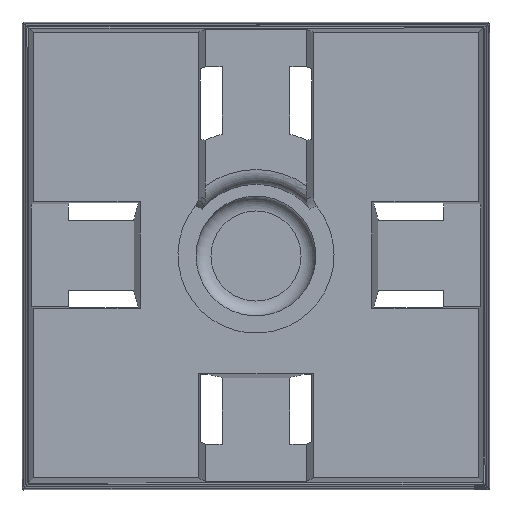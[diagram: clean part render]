
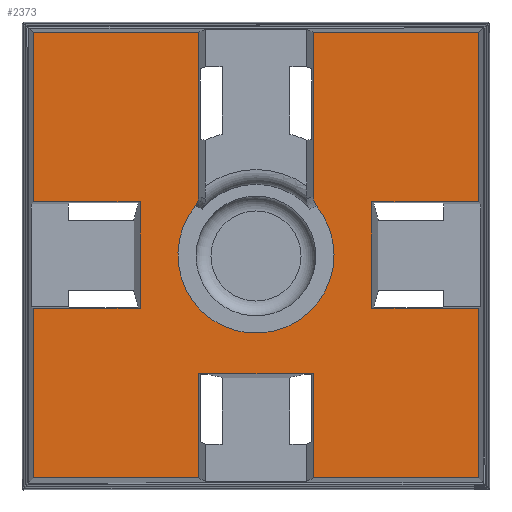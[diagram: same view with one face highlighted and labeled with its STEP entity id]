
A CAD part, top view. The second image highlights one B-rep face of the part: STEP entity #2373.
In plain terms, the highlighted planar face has unit normal (0, 0, 1).
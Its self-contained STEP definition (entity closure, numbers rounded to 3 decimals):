
#77=FACE_OUTER_BOUND('',#206,.T.);
#206=EDGE_LOOP('',(#1554,#1555,#1556,#1557,#1558,#1559,#1560,#1561,#1562,
#1563,#1564,#1565,#1566,#1567,#1568,#1569,#1570,#1571,#1572,#1573,#1574,
#1575,#1576));
#337=CIRCLE('',#2530,0.1);
#338=CIRCLE('',#2531,0.526);
#339=CIRCLE('',#2532,0.526);
#340=CIRCLE('',#2533,0.1);
#379=LINE('',#3364,#674);
#380=LINE('',#3366,#675);
#381=LINE('',#3368,#676);
#382=LINE('',#3370,#677);
#383=LINE('',#3372,#678);
#384=LINE('',#3374,#679);
#385=LINE('',#3376,#680);
#386=LINE('',#3378,#681);
#387=LINE('',#3380,#682);
#388=LINE('',#3390,#683);
#389=LINE('',#3392,#684);
#390=LINE('',#3394,#685);
#391=LINE('',#3396,#686);
#392=LINE('',#3398,#687);
#393=LINE('',#3400,#688);
#394=LINE('',#3402,#689);
#395=LINE('',#3404,#690);
#396=LINE('',#3406,#691);
#397=LINE('',#3407,#692);
#674=VECTOR('',#2712,10.);
#675=VECTOR('',#2713,10.);
#676=VECTOR('',#2714,10.);
#677=VECTOR('',#2715,10.);
#678=VECTOR('',#2716,10.);
#679=VECTOR('',#2717,10.);
#680=VECTOR('',#2718,10.);
#681=VECTOR('',#2719,10.);
#682=VECTOR('',#2720,10.);
#683=VECTOR('',#2729,10.);
#684=VECTOR('',#2730,10.);
#685=VECTOR('',#2731,10.);
#686=VECTOR('',#2732,10.);
#687=VECTOR('',#2733,10.);
#688=VECTOR('',#2734,10.);
#689=VECTOR('',#2735,10.);
#690=VECTOR('',#2736,10.);
#691=VECTOR('',#2737,10.);
#692=VECTOR('',#2738,10.);
#969=VERTEX_POINT('',#3362);
#970=VERTEX_POINT('',#3363);
#971=VERTEX_POINT('',#3365);
#972=VERTEX_POINT('',#3367);
#973=VERTEX_POINT('',#3369);
#974=VERTEX_POINT('',#3371);
#975=VERTEX_POINT('',#3373);
#976=VERTEX_POINT('',#3375);
#977=VERTEX_POINT('',#3377);
#978=VERTEX_POINT('',#3379);
#979=VERTEX_POINT('',#3381);
#980=VERTEX_POINT('',#3383);
#981=VERTEX_POINT('',#3385);
#982=VERTEX_POINT('',#3387);
#983=VERTEX_POINT('',#3389);
#984=VERTEX_POINT('',#3391);
#985=VERTEX_POINT('',#3393);
#986=VERTEX_POINT('',#3395);
#987=VERTEX_POINT('',#3397);
#988=VERTEX_POINT('',#3399);
#989=VERTEX_POINT('',#3401);
#990=VERTEX_POINT('',#3403);
#991=VERTEX_POINT('',#3405);
#1203=EDGE_CURVE('',#969,#970,#379,.T.);
#1204=EDGE_CURVE('',#971,#969,#380,.T.);
#1205=EDGE_CURVE('',#972,#971,#381,.T.);
#1206=EDGE_CURVE('',#972,#973,#382,.T.);
#1207=EDGE_CURVE('',#973,#974,#383,.T.);
#1208=EDGE_CURVE('',#975,#974,#384,.T.);
#1209=EDGE_CURVE('',#976,#975,#385,.T.);
#1210=EDGE_CURVE('',#976,#977,#386,.T.);
#1211=EDGE_CURVE('',#977,#978,#387,.T.);
#1212=EDGE_CURVE('',#978,#979,#337,.T.);
#1213=EDGE_CURVE('',#980,#979,#338,.T.);
#1214=EDGE_CURVE('',#981,#980,#339,.T.);
#1215=EDGE_CURVE('',#981,#982,#340,.T.);
#1216=EDGE_CURVE('',#983,#982,#388,.T.);
#1217=EDGE_CURVE('',#984,#983,#389,.T.);
#1218=EDGE_CURVE('',#985,#984,#390,.T.);
#1219=EDGE_CURVE('',#985,#986,#391,.T.);
#1220=EDGE_CURVE('',#986,#987,#392,.T.);
#1221=EDGE_CURVE('',#988,#987,#393,.T.);
#1222=EDGE_CURVE('',#989,#988,#394,.T.);
#1223=EDGE_CURVE('',#989,#990,#395,.T.);
#1224=EDGE_CURVE('',#990,#991,#396,.T.);
#1225=EDGE_CURVE('',#991,#970,#397,.T.);
#1554=ORIENTED_EDGE('',*,*,#1203,.F.);
#1555=ORIENTED_EDGE('',*,*,#1204,.F.);
#1556=ORIENTED_EDGE('',*,*,#1205,.F.);
#1557=ORIENTED_EDGE('',*,*,#1206,.T.);
#1558=ORIENTED_EDGE('',*,*,#1207,.T.);
#1559=ORIENTED_EDGE('',*,*,#1208,.F.);
#1560=ORIENTED_EDGE('',*,*,#1209,.F.);
#1561=ORIENTED_EDGE('',*,*,#1210,.T.);
#1562=ORIENTED_EDGE('',*,*,#1211,.T.);
#1563=ORIENTED_EDGE('',*,*,#1212,.T.);
#1564=ORIENTED_EDGE('',*,*,#1213,.F.);
#1565=ORIENTED_EDGE('',*,*,#1214,.F.);
#1566=ORIENTED_EDGE('',*,*,#1215,.T.);
#1567=ORIENTED_EDGE('',*,*,#1216,.F.);
#1568=ORIENTED_EDGE('',*,*,#1217,.F.);
#1569=ORIENTED_EDGE('',*,*,#1218,.F.);
#1570=ORIENTED_EDGE('',*,*,#1219,.T.);
#1571=ORIENTED_EDGE('',*,*,#1220,.T.);
#1572=ORIENTED_EDGE('',*,*,#1221,.F.);
#1573=ORIENTED_EDGE('',*,*,#1222,.F.);
#1574=ORIENTED_EDGE('',*,*,#1223,.T.);
#1575=ORIENTED_EDGE('',*,*,#1224,.T.);
#1576=ORIENTED_EDGE('',*,*,#1225,.T.);
#2256=PLANE('',#2529);
#2373=ADVANCED_FACE('',(#77),#2256,.T.);
#2529=AXIS2_PLACEMENT_3D('',#3361,#2710,#2711);
#2530=AXIS2_PLACEMENT_3D('',#3382,#2721,#2722);
#2531=AXIS2_PLACEMENT_3D('',#3384,#2723,#2724);
#2532=AXIS2_PLACEMENT_3D('',#3386,#2725,#2726);
#2533=AXIS2_PLACEMENT_3D('',#3388,#2727,#2728);
#2710=DIRECTION('center_axis',(0.,0.,1.));
#2711=DIRECTION('ref_axis',(1.,0.,0.));
#2712=DIRECTION('',(0.,1.,0.));
#2713=DIRECTION('',(-1.,0.,0.));
#2714=DIRECTION('',(0.,-1.,0.));
#2715=DIRECTION('',(-1.,0.,0.));
#2716=DIRECTION('',(0.,1.,0.));
#2717=DIRECTION('',(-1.,0.,0.));
#2718=DIRECTION('',(0.,-1.,0.));
#2719=DIRECTION('',(-1.,0.,0.));
#2720=DIRECTION('',(0.,-1.,0.));
#2721=DIRECTION('center_axis',(0.,0.,
1.));
#2722=DIRECTION('ref_axis',(-0.775,-0.632,0.));
#2723=DIRECTION('center_axis',(0.,0.,1.));
#2724=DIRECTION('ref_axis',(1.,0.,0.));
#2725=DIRECTION('center_axis',(0.,0.,1.));
#2726=DIRECTION('ref_axis',(1.,0.,0.));
#2727=DIRECTION('center_axis',(0.,0.,
1.));
#2728=DIRECTION('ref_axis',(1.,0.,0.));
#2729=DIRECTION('',(0.,-1.,0.));
#2730=DIRECTION('',(1.,0.,0.));
#2731=DIRECTION('',(0.,1.,0.));
#2732=DIRECTION('',(1.,0.,0.));
#2733=DIRECTION('',(0.,-1.,0.));
#2734=DIRECTION('',(1.,0.,0.));
#2735=DIRECTION('',(0.,1.,0.));
#2736=DIRECTION('',(1.,0.,0.));
#2737=DIRECTION('',(0.,1.,0.));
#2738=DIRECTION('',(1.,0.,0.));
#3361=CARTESIAN_POINT('Origin',(0.,-1.402,4.));
#3362=CARTESIAN_POINT('',(0.385,-1.5,4.));
#3363=CARTESIAN_POINT('',(0.385,-0.797,4.));
#3364=CARTESIAN_POINT('',(0.385,-1.402,4.));
#3365=CARTESIAN_POINT('',(1.5,-1.5,4.));
#3366=CARTESIAN_POINT('',(0.,-1.5,4.));
#3367=CARTESIAN_POINT('',(1.5,-0.359,4.));
#3368=CARTESIAN_POINT('',(1.5,-0.701,4.));
#3369=CARTESIAN_POINT('',(0.78,-0.359,4.));
#3370=CARTESIAN_POINT('',(1.402,-0.359,4.));
#3371=CARTESIAN_POINT('',(0.78,0.359,4.));
#3372=CARTESIAN_POINT('',(0.78,-0.359,4.));
#3373=CARTESIAN_POINT('',(1.5,0.359,4.));
#3374=CARTESIAN_POINT('',(1.402,0.359,4.));
#3375=CARTESIAN_POINT('',(1.5,1.5,4.));
#3376=CARTESIAN_POINT('',(1.5,-0.701,4.));
#3377=CARTESIAN_POINT('',(0.385,1.5,4.));
#3378=CARTESIAN_POINT('',(0.,1.5,4.));
#3379=CARTESIAN_POINT('',(0.385,0.395,4.));
#3380=CARTESIAN_POINT('',(0.385,1.402,4.));
#3381=CARTESIAN_POINT('',(0.407,0.332,4.));
#3382=CARTESIAN_POINT('Origin',(0.485,0.395,4.));
#3383=CARTESIAN_POINT('',(-0.503,-0.154,4.));
#3384=CARTESIAN_POINT('Origin',(0.,0.,4.));
#3385=CARTESIAN_POINT('',(-0.407,0.332,4.));
#3386=CARTESIAN_POINT('Origin',(0.,0.,4.));
#3387=CARTESIAN_POINT('',(-0.385,0.395,4.));
#3388=CARTESIAN_POINT('Origin',(-0.485,0.395,4.));
#3389=CARTESIAN_POINT('',(-0.385,1.5,4.));
#3390=CARTESIAN_POINT('',(-0.385,1.402,4.));
#3391=CARTESIAN_POINT('',(-1.5,1.5,4.));
#3392=CARTESIAN_POINT('',(0.,1.5,4.));
#3393=CARTESIAN_POINT('',(-1.5,0.359,4.));
#3394=CARTESIAN_POINT('',(-1.5,-0.701,4.));
#3395=CARTESIAN_POINT('',(-0.78,0.359,4.));
#3396=CARTESIAN_POINT('',(-1.402,0.359,4.));
#3397=CARTESIAN_POINT('',(-0.78,-0.359,4.));
#3398=CARTESIAN_POINT('',(-0.78,0.359,4.));
#3399=CARTESIAN_POINT('',(-1.5,-0.359,4.));
#3400=CARTESIAN_POINT('',(-1.402,-0.359,4.));
#3401=CARTESIAN_POINT('',(-1.5,-1.5,4.));
#3402=CARTESIAN_POINT('',(-1.5,-0.701,4.));
#3403=CARTESIAN_POINT('',(-0.385,-1.5,4.));
#3404=CARTESIAN_POINT('',(0.,-1.5,4.));
#3405=CARTESIAN_POINT('',(-0.385,-0.797,4.));
#3406=CARTESIAN_POINT('',(-0.385,-1.402,4.));
#3407=CARTESIAN_POINT('',(-0.385,-0.797,4.));
